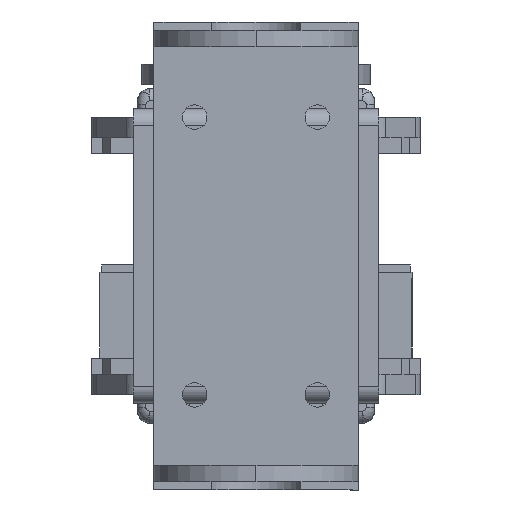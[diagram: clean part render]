
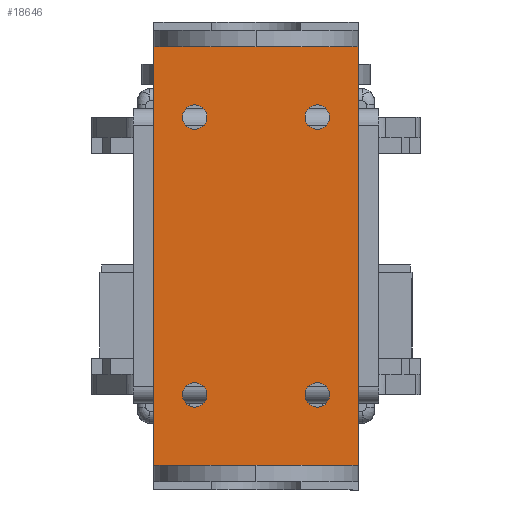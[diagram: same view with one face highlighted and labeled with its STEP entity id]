
A CAD part, left-side view. The second image highlights one B-rep face of the part: STEP entity #18646.
In plain terms, the highlighted planar face has unit normal (-1, 0, 0).
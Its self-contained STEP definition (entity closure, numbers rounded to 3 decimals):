
#46 = DIRECTION ( 'NONE',  ( 0., 0., 1. ) ) ;
#56 = CARTESIAN_POINT ( 'NONE',  ( 102.545, 151.98, 42.525 ) ) ;
#94 = CARTESIAN_POINT ( 'NONE',  ( 102.545, 156.98, 85.175 ) ) ;
#115 = CARTESIAN_POINT ( 'NONE',  ( 102.545, 171.98, 85.175 ) ) ;
#151 = AXIS2_PLACEMENT_3D ( 'NONE', #11596, #14730, #6749 ) ;
#228 = VERTEX_POINT ( 'NONE', #6402 ) ;
#294 = VERTEX_POINT ( 'NONE', #3220 ) ;
#323 = ORIENTED_EDGE ( 'NONE', *, *, #7881, .T. ) ;
#429 = DIRECTION ( 'NONE',  ( 0., 0., 1. ) ) ;
#541 = FACE_BOUND ( 'NONE', #17733, .T. ) ;
#580 = VERTEX_POINT ( 'NONE', #5359 ) ;
#734 = DIRECTION ( 'NONE',  ( 0., 0., 1. ) ) ;
#1036 = DIRECTION ( 'NONE',  ( 0., 0., -1. ) ) ;
#1168 = VECTOR ( 'NONE', #14944, 1000. ) ;
#1254 = EDGE_LOOP ( 'NONE', ( #4316, #14352 ) ) ;
#1292 = CIRCLE ( 'NONE', #12369, 1.5 ) ;
#1744 = FACE_BOUND ( 'NONE', #16208, .T. ) ;
#1806 = CARTESIAN_POINT ( 'NONE',  ( 102.545, 156.98, 83.675 ) ) ;
#1955 = AXIS2_PLACEMENT_3D ( 'NONE', #6855, #11506, #429 ) ;
#2022 = ORIENTED_EDGE ( 'NONE', *, *, #18846, .T. ) ;
#2227 = ORIENTED_EDGE ( 'NONE', *, *, #17246, .T. ) ;
#2299 = EDGE_CURVE ( 'NONE', #228, #10774, #3089, .T. ) ;
#2336 = CARTESIAN_POINT ( 'NONE',  ( 102.545, 156.98, 86.675 ) ) ;
#3065 = VERTEX_POINT ( 'NONE', #18666 ) ;
#3089 = LINE ( 'NONE', #10425, #12746 ) ;
#3156 = LINE ( 'NONE', #7323, #8009 ) ;
#3220 = CARTESIAN_POINT ( 'NONE',  ( 102.545, 171.98, 49.675 ) ) ;
#3445 = DIRECTION ( 'NONE',  ( 0., 0., 1. ) ) ;
#3681 = AXIS2_PLACEMENT_3D ( 'NONE', #12624, #18885, #11208 ) ;
#3732 = CIRCLE ( 'NONE', #11550, 1.5 ) ;
#4316 = ORIENTED_EDGE ( 'NONE', *, *, #6120, .T. ) ;
#4681 = FACE_BOUND ( 'NONE', #10402, .T. ) ;
#4807 = ORIENTED_EDGE ( 'NONE', *, *, #10541, .F. ) ;
#5359 = CARTESIAN_POINT ( 'NONE',  ( 102.545, 171.98, 52.675 ) ) ;
#5402 = FACE_BOUND ( 'NONE', #1254, .T. ) ;
#5729 = CARTESIAN_POINT ( 'NONE',  ( 102.545, 171.98, 51.175 ) ) ;
#5943 = CARTESIAN_POINT ( 'NONE',  ( 102.545, 176.98, 93.825 ) ) ;
#6120 = EDGE_CURVE ( 'NONE', #580, #294, #10821, .T. ) ;
#6402 = CARTESIAN_POINT ( 'NONE',  ( 102.545, 176.98, 93.825 ) ) ;
#6749 = DIRECTION ( 'NONE',  ( 0., 0., 1. ) ) ;
#6855 = CARTESIAN_POINT ( 'NONE',  ( 102.545, 171.98, 51.175 ) ) ;
#7242 = VERTEX_POINT ( 'NONE', #18330 ) ;
#7244 = EDGE_CURVE ( 'NONE', #10704, #228, #17106, .T. ) ;
#7313 = DIRECTION ( 'NONE',  ( 1., 0., 0. ) ) ;
#7323 = CARTESIAN_POINT ( 'NONE',  ( 102.545, 151.98, 40.525 ) ) ;
#7454 = CARTESIAN_POINT ( 'NONE',  ( 102.545, 156.98, 85.175 ) ) ;
#7514 = DIRECTION ( 'NONE',  ( 0., 0., -1. ) ) ;
#7618 = DIRECTION ( 'NONE',  ( 1., 0., 0. ) ) ;
#7671 = AXIS2_PLACEMENT_3D ( 'NONE', #5729, #13263, #16603 ) ;
#7868 = VECTOR ( 'NONE', #16697, 1000. ) ;
#7881 = EDGE_CURVE ( 'NONE', #20091, #7242, #1292, .T. ) ;
#7945 = CARTESIAN_POINT ( 'NONE',  ( 102.545, 176.98, 42.525 ) ) ;
#8009 = VECTOR ( 'NONE', #1036, 1000. ) ;
#8105 = CIRCLE ( 'NONE', #151, 1.5 ) ;
#8230 = PLANE ( 'NONE',  #3681 ) ;
#8647 = EDGE_CURVE ( 'NONE', #3065, #19480, #17069, .T. ) ;
#8857 = CARTESIAN_POINT ( 'NONE',  ( 102.545, 156.98, 49.675 ) ) ;
#9171 = VERTEX_POINT ( 'NONE', #2336 ) ;
#9420 = LINE ( 'NONE', #16214, #1168 ) ;
#10078 = EDGE_CURVE ( 'NONE', #9171, #12503, #14793, .T. ) ;
#10180 = ORIENTED_EDGE ( 'NONE', *, *, #2299, .T. ) ;
#10192 = DIRECTION ( 'NONE',  ( 1., 0., 0. ) ) ;
#10402 = EDGE_LOOP ( 'NONE', ( #323, #10448 ) ) ;
#10425 = CARTESIAN_POINT ( 'NONE',  ( 102.545, 176.98, 40.525 ) ) ;
#10448 = ORIENTED_EDGE ( 'NONE', *, *, #14496, .T. ) ;
#10541 = EDGE_CURVE ( 'NONE', #10704, #13167, #3156, .T. ) ;
#10704 = VERTEX_POINT ( 'NONE', #10776 ) ;
#10774 = VERTEX_POINT ( 'NONE', #7945 ) ;
#10776 = CARTESIAN_POINT ( 'NONE',  ( 102.545, 151.98, 93.825 ) ) ;
#10821 = CIRCLE ( 'NONE', #1955, 1.5 ) ;
#10919 = DIRECTION ( 'NONE',  ( 0., 0., 1. ) ) ;
#11208 = DIRECTION ( 'NONE',  ( 0., 0., 1. ) ) ;
#11506 = DIRECTION ( 'NONE',  ( 1., 0., 0. ) ) ;
#11550 = AXIS2_PLACEMENT_3D ( 'NONE', #17957, #10192, #734 ) ;
#11582 = EDGE_CURVE ( 'NONE', #10774, #13167, #9420, .T. ) ;
#11596 = CARTESIAN_POINT ( 'NONE',  ( 102.545, 171.98, 85.175 ) ) ;
#11814 = ORIENTED_EDGE ( 'NONE', *, *, #11582, .T. ) ;
#12337 = CARTESIAN_POINT ( 'NONE',  ( 102.545, 171.98, 86.675 ) ) ;
#12369 = AXIS2_PLACEMENT_3D ( 'NONE', #115, #7618, #46 ) ;
#12456 = DIRECTION ( 'NONE',  ( 1., 0., 0. ) ) ;
#12503 = VERTEX_POINT ( 'NONE', #1806 ) ;
#12624 = CARTESIAN_POINT ( 'NONE',  ( 102.545, 151.98, 40.525 ) ) ;
#12641 = CIRCLE ( 'NONE', #7671, 1.5 ) ;
#12746 = VECTOR ( 'NONE', #7514, 1000. ) ;
#12917 = CARTESIAN_POINT ( 'NONE',  ( 102.545, 156.98, 51.175 ) ) ;
#13167 = VERTEX_POINT ( 'NONE', #56 ) ;
#13263 = DIRECTION ( 'NONE',  ( 1., 0., 0. ) ) ;
#13291 = AXIS2_PLACEMENT_3D ( 'NONE', #94, #12456, #10919 ) ;
#13418 = ORIENTED_EDGE ( 'NONE', *, *, #8647, .T. ) ;
#13628 = DIRECTION ( 'NONE',  ( 0., 0., 1. ) ) ;
#14352 = ORIENTED_EDGE ( 'NONE', *, *, #15835, .T. ) ;
#14496 = EDGE_CURVE ( 'NONE', #7242, #20091, #8105, .T. ) ;
#14730 = DIRECTION ( 'NONE',  ( 1., 0., 0. ) ) ;
#14793 = CIRCLE ( 'NONE', #13291, 1.5 ) ;
#14944 = DIRECTION ( 'NONE',  ( 0., -1., 0. ) ) ;
#15835 = EDGE_CURVE ( 'NONE', #294, #580, #12641, .T. ) ;
#15897 = DIRECTION ( 'NONE',  ( 1., 0., 0. ) ) ;
#16208 = EDGE_LOOP ( 'NONE', ( #18519, #2022 ) ) ;
#16214 = CARTESIAN_POINT ( 'NONE',  ( 102.545, 151.98, 42.525 ) ) ;
#16603 = DIRECTION ( 'NONE',  ( 0., 0., 1. ) ) ;
#16697 = DIRECTION ( 'NONE',  ( 0., 1., 0. ) ) ;
#17039 = CIRCLE ( 'NONE', #17861, 1.5 ) ;
#17069 = CIRCLE ( 'NONE', #18757, 1.5 ) ;
#17106 = LINE ( 'NONE', #5943, #7868 ) ;
#17246 = EDGE_CURVE ( 'NONE', #19480, #3065, #3732, .T. ) ;
#17420 = ORIENTED_EDGE ( 'NONE', *, *, #7244, .T. ) ;
#17733 = EDGE_LOOP ( 'NONE', ( #13418, #2227 ) ) ;
#17861 = AXIS2_PLACEMENT_3D ( 'NONE', #7454, #7313, #13628 ) ;
#17957 = CARTESIAN_POINT ( 'NONE',  ( 102.545, 156.98, 51.175 ) ) ;
#18330 = CARTESIAN_POINT ( 'NONE',  ( 102.545, 171.98, 83.675 ) ) ;
#18519 = ORIENTED_EDGE ( 'NONE', *, *, #10078, .T. ) ;
#18646 = ADVANCED_FACE ( 'NONE', ( #4681, #1744, #5402, #541, #19194 ), #8230, .F. ) ;
#18666 = CARTESIAN_POINT ( 'NONE',  ( 102.545, 156.98, 52.675 ) ) ;
#18757 = AXIS2_PLACEMENT_3D ( 'NONE', #12917, #15897, #3445 ) ;
#18846 = EDGE_CURVE ( 'NONE', #12503, #9171, #17039, .T. ) ;
#18885 = DIRECTION ( 'NONE',  ( 1., 0., 0. ) ) ;
#19194 = FACE_OUTER_BOUND ( 'NONE', #19497, .T. ) ;
#19480 = VERTEX_POINT ( 'NONE', #8857 ) ;
#19497 = EDGE_LOOP ( 'NONE', ( #10180, #11814, #4807, #17420 ) ) ;
#20091 = VERTEX_POINT ( 'NONE', #12337 ) ;
